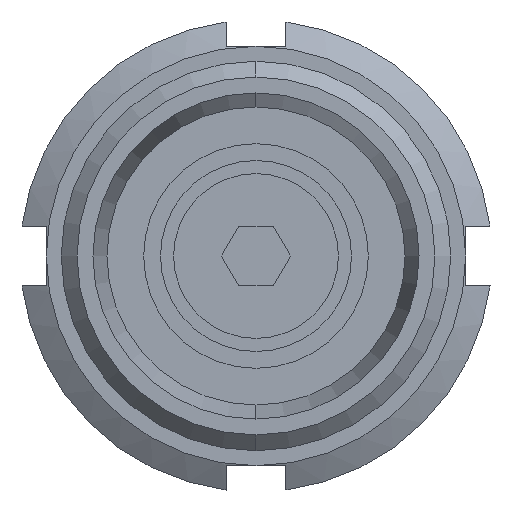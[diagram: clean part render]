
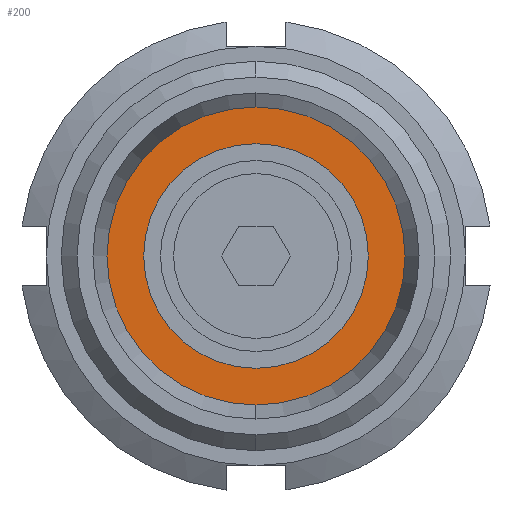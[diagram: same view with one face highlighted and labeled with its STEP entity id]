
A CAD part, front view. The second image highlights one B-rep face of the part: STEP entity #200.
In plain terms, the highlighted planar face has unit normal (0, -1, 0).
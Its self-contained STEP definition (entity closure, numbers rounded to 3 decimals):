
#199 = EDGE_CURVE ( 'NONE', #344, #341, #1544, .T. ) ;
#200 = ADVANCED_FACE ( 'NONE', ( #1534, #1533 ), #1603, .F. ) ;
#205 = EDGE_LOOP ( 'NONE', ( #206, #207 ) ) ;
#206 = ORIENTED_EDGE ( 'NONE', *, *, #199, .F. ) ;
#207 = ORIENTED_EDGE ( 'NONE', *, *, #343, .F. ) ;
#208 = EDGE_LOOP ( 'NONE', ( #286, #287 ) ) ;
#286 = ORIENTED_EDGE ( 'NONE', *, *, #329, .T. ) ;
#287 = ORIENTED_EDGE ( 'NONE', *, *, #288, .T. ) ;
#288 = EDGE_CURVE ( 'NONE', #327, #330, #2037, .T. ) ;
#327 = VERTEX_POINT ( 'NONE', #1988 ) ;
#329 = EDGE_CURVE ( 'NONE', #330, #327, #1987, .T. ) ;
#330 = VERTEX_POINT ( 'NONE', #1982 ) ;
#341 = VERTEX_POINT ( 'NONE', #2069 ) ;
#343 = EDGE_CURVE ( 'NONE', #341, #344, #2068, .T. ) ;
#344 = VERTEX_POINT ( 'NONE', #2172 ) ;
#1533 = FACE_OUTER_BOUND ( 'NONE', #208, .T. ) ;
#1534 = FACE_BOUND ( 'NONE', #205, .T. ) ;
#1535 = DIRECTION ( 'NONE',  ( 0., 0., 1. ) ) ;
#1536 = DIRECTION ( 'NONE',  ( 0., -1., 0. ) ) ;
#1537 = CARTESIAN_POINT ( 'NONE',  ( 0., 10.5, 0. ) ) ;
#1538 = AXIS2_PLACEMENT_3D ( 'NONE', #1537, #1536, #1535 ) ;
#1544 = CIRCLE ( 'NONE', #1538, 15. ) ;
#1579 = DIRECTION ( 'NONE',  ( 0., 0., 1. ) ) ;
#1580 = DIRECTION ( 'NONE',  ( 0., 1., 0. ) ) ;
#1581 = CARTESIAN_POINT ( 'NONE',  ( 19.9, 10.5, -19.9 ) ) ;
#1602 = AXIS2_PLACEMENT_3D ( 'NONE', #1581, #1580, #1579 ) ;
#1603 = PLANE ( 'NONE',  #1602 ) ;
#1908 = DIRECTION ( 'NONE',  ( 0., 0., 1. ) ) ;
#1909 = DIRECTION ( 'NONE',  ( 0., -1., 0. ) ) ;
#1910 = CARTESIAN_POINT ( 'NONE',  ( 0., 10.5, 0. ) ) ;
#1911 = AXIS2_PLACEMENT_3D ( 'NONE', #1910, #1909, #1908 ) ;
#1982 = CARTESIAN_POINT ( 'NONE',  ( 0., 10.5, 19.9 ) ) ;
#1983 = DIRECTION ( 'NONE',  ( 0., 0., 1. ) ) ;
#1984 = DIRECTION ( 'NONE',  ( 0., -1., 0. ) ) ;
#1985 = CARTESIAN_POINT ( 'NONE',  ( 0., 10.5, 0. ) ) ;
#1986 = AXIS2_PLACEMENT_3D ( 'NONE', #1985, #1984, #1983 ) ;
#1987 = CIRCLE ( 'NONE', #1986, 19.9 ) ;
#1988 = CARTESIAN_POINT ( 'NONE',  ( 0., 10.5, -19.9 ) ) ;
#2037 = CIRCLE ( 'NONE', #1911, 19.9 ) ;
#2064 = DIRECTION ( 'NONE',  ( 0., 0., 1. ) ) ;
#2065 = DIRECTION ( 'NONE',  ( 0., -1., 0. ) ) ;
#2066 = CARTESIAN_POINT ( 'NONE',  ( 0., 10.5, 0. ) ) ;
#2067 = AXIS2_PLACEMENT_3D ( 'NONE', #2066, #2065, #2064 ) ;
#2068 = CIRCLE ( 'NONE', #2067, 15. ) ;
#2069 = CARTESIAN_POINT ( 'NONE',  ( 0., 10.5, -15. ) ) ;
#2172 = CARTESIAN_POINT ( 'NONE',  ( 0., 10.5, 15. ) ) ;
